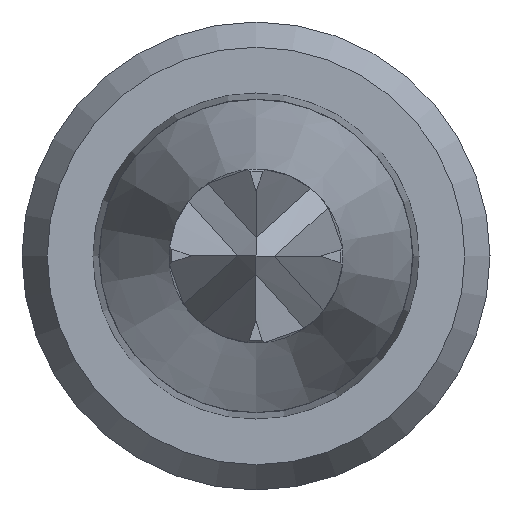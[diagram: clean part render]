
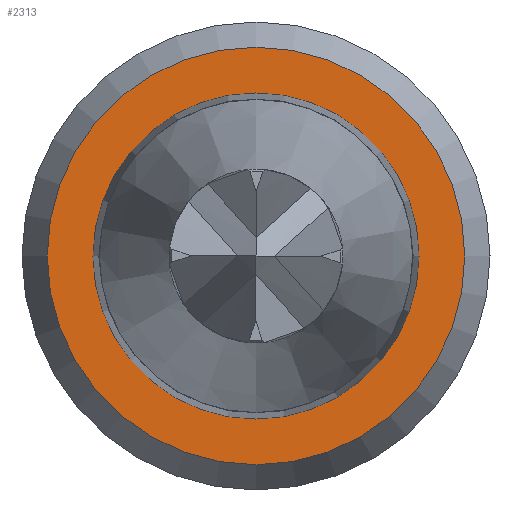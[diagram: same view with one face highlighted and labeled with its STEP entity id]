
A CAD part, left-side view. The second image highlights one B-rep face of the part: STEP entity #2313.
In plain terms, the highlighted planar face has unit normal (-1, 0, 0).
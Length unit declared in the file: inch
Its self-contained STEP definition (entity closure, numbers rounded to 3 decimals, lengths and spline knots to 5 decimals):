
#40 = VERTEX_POINT ( 'NONE', #1262 ) ;
#161 = DIRECTION ( 'NONE',  ( 0., 1., 0. ) ) ;
#313 = ORIENTED_EDGE ( 'NONE', *, *, #1145, .T. ) ;
#381 = EDGE_CURVE ( 'NONE', #2299, #2299, #3187, .T. ) ;
#491 = ORIENTED_EDGE ( 'NONE', *, *, #381, .F. ) ;
#532 = DIRECTION ( 'NONE',  ( 1., 0., 0. ) ) ;
#641 = PLANE ( 'NONE',  #1398 ) ;
#750 = AXIS2_PLACEMENT_3D ( 'NONE', #2141, #532, #1319 ) ;
#1017 = CARTESIAN_POINT ( 'NONE',  ( -0.05651, 0.024, 0. ) ) ;
#1145 = EDGE_CURVE ( 'NONE', #40, #40, #2605, .T. ) ;
#1262 = CARTESIAN_POINT ( 'NONE',  ( -0.05651, -0.01874, 0. ) ) ;
#1319 = DIRECTION ( 'NONE',  ( 0., -1., 0. ) ) ;
#1398 = AXIS2_PLACEMENT_3D ( 'NONE', #2785, #1725, #2518 ) ;
#1580 = EDGE_LOOP ( 'NONE', ( #491 ) ) ;
#1725 = DIRECTION ( 'NONE',  ( -1., 0., 0. ) ) ;
#1843 = AXIS2_PLACEMENT_3D ( 'NONE', #3297, #2247, #161 ) ;
#2141 = CARTESIAN_POINT ( 'NONE',  ( -0.05651, 0., 0. ) ) ;
#2247 = DIRECTION ( 'NONE',  ( 1., 0., 0. ) ) ;
#2299 = VERTEX_POINT ( 'NONE', #1017 ) ;
#2313 = ADVANCED_FACE ( 'NONE', ( #2346, #3432 ), #641, .T. ) ;
#2346 = FACE_BOUND ( 'NONE', #2411, .T. ) ;
#2411 = EDGE_LOOP ( 'NONE', ( #313 ) ) ;
#2518 = DIRECTION ( 'NONE',  ( 0., -1., 0. ) ) ;
#2605 = CIRCLE ( 'NONE', #750, 0.01874 ) ;
#2785 = CARTESIAN_POINT ( 'NONE',  ( -0.05651, 0., 0. ) ) ;
#3187 = CIRCLE ( 'NONE', #1843, 0.024 ) ;
#3297 = CARTESIAN_POINT ( 'NONE',  ( -0.05651, 0., 0. ) ) ;
#3432 = FACE_OUTER_BOUND ( 'NONE', #1580, .T. ) ;
